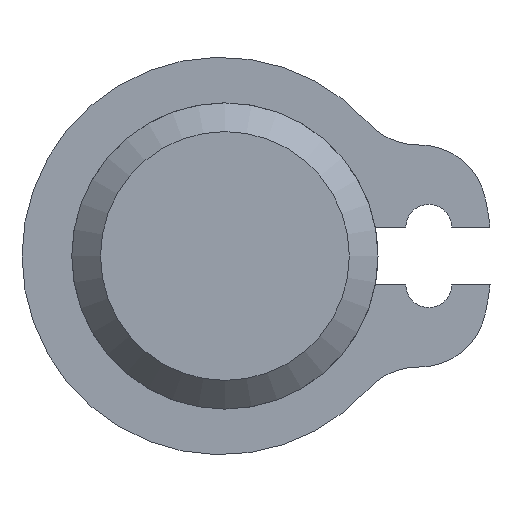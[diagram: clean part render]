
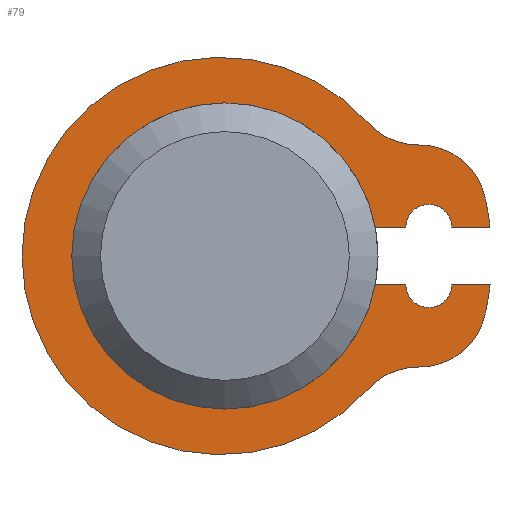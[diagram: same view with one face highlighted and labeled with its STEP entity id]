
A CAD part, left-side view. The second image highlights one B-rep face of the part: STEP entity #79.
In plain terms, the highlighted planar face has unit normal (-1, 0, 0).
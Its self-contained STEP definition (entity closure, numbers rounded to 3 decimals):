
#79 = ADVANCED_FACE( '', ( #189 ), #190, .F. );
#189 = FACE_OUTER_BOUND( '', #330, .T. );
#190 = PLANE( '', #331 );
#330 = EDGE_LOOP( '', ( #494, #495, #496, #497, #498, #499, #500, #501, #502, #503, #504, #505, #506, #507 ) );
#331 = AXIS2_PLACEMENT_3D( '', #508, #509, #510 );
#494 = ORIENTED_EDGE( '', *, *, #854, .F. );
#495 = ORIENTED_EDGE( '', *, *, #855, .T. );
#496 = ORIENTED_EDGE( '', *, *, #856, .F. );
#497 = ORIENTED_EDGE( '', *, *, #831, .T. );
#498 = ORIENTED_EDGE( '', *, *, #857, .F. );
#499 = ORIENTED_EDGE( '', *, *, #858, .F. );
#500 = ORIENTED_EDGE( '', *, *, #859, .F. );
#501 = ORIENTED_EDGE( '', *, *, #860, .T. );
#502 = ORIENTED_EDGE( '', *, *, #840, .F. );
#503 = ORIENTED_EDGE( '', *, *, #861, .T. );
#504 = ORIENTED_EDGE( '', *, *, #862, .F. );
#505 = ORIENTED_EDGE( '', *, *, #863, .F. );
#506 = ORIENTED_EDGE( '', *, *, #864, .F. );
#507 = ORIENTED_EDGE( '', *, *, #865, .T. );
#508 = CARTESIAN_POINT( '', ( -13.4, -5.046, -4.662 ) );
#509 = DIRECTION( '', ( 1., 0., 0. ) );
#510 = DIRECTION( '', ( 0., 0., -1. ) );
#831 = EDGE_CURVE( '', #982, #983, #984, .T. );
#840 = EDGE_CURVE( '', #997, #998, #999, .T. );
#854 = EDGE_CURVE( '', #1021, #1022, #1023, .T. );
#855 = EDGE_CURVE( '', #1021, #1024, #1025, .T. );
#856 = EDGE_CURVE( '', #982, #1024, #1026, .T. );
#857 = EDGE_CURVE( '', #1027, #983, #1028, .T. );
#858 = EDGE_CURVE( '', #1029, #1027, #1030, .T. );
#859 = EDGE_CURVE( '', #1031, #1029, #1032, .T. );
#860 = EDGE_CURVE( '', #1031, #998, #1033, .T. );
#861 = EDGE_CURVE( '', #997, #1034, #1035, .T. );
#862 = EDGE_CURVE( '', #1036, #1034, #1037, .T. );
#863 = EDGE_CURVE( '', #1038, #1036, #1039, .T. );
#864 = EDGE_CURVE( '', #1040, #1038, #1041, .T. );
#865 = EDGE_CURVE( '', #1040, #1022, #1042, .T. );
#982 = VERTEX_POINT( '', #1199 );
#983 = VERTEX_POINT( '', #1200 );
#984 = CIRCLE( '', #1201, 0.6 );
#997 = VERTEX_POINT( '', #1217 );
#998 = VERTEX_POINT( '', #1218 );
#999 = CIRCLE( '', #1219, 5.19 );
#1021 = VERTEX_POINT( '', #1245 );
#1022 = VERTEX_POINT( '', #1246 );
#1023 = LINE( '', #1247, #1248 );
#1024 = VERTEX_POINT( '', #1249 );
#1025 = CIRCLE( '', #1250, 4. );
#1026 = LINE( '', #1251, #1252 );
#1027 = VERTEX_POINT( '', #1253 );
#1028 = LINE( '', #1254, #1255 );
#1029 = VERTEX_POINT( '', #1256 );
#1030 = CIRCLE( '', #1257, 7.075 );
#1031 = VERTEX_POINT( '', #1258 );
#1032 = CIRCLE( '', #1259, 1.762 );
#1033 = CIRCLE( '', #1260, 1.762 );
#1034 = VERTEX_POINT( '', #1261 );
#1035 = CIRCLE( '', #1262, 1.762 );
#1036 = VERTEX_POINT( '', #1263 );
#1037 = CIRCLE( '', #1264, 1.762 );
#1038 = VERTEX_POINT( '', #1265 );
#1039 = CIRCLE( '', #1266, 7.075 );
#1040 = VERTEX_POINT( '', #1267 );
#1041 = LINE( '', #1268, #1269 );
#1042 = CIRCLE( '', #1270, 0.6 );
#1199 = CARTESIAN_POINT( '', ( -13.4, -4.725, 0.75 ) );
#1200 = CARTESIAN_POINT( '', ( -13.4, -5.925, 0.75 ) );
#1201 = AXIS2_PLACEMENT_3D( '', #1462, #1463, #1464 );
#1217 = CARTESIAN_POINT( '', ( -13.4, -3.74, -3.481 ) );
#1218 = CARTESIAN_POINT( '', ( -13.4, -3.74, 3.481 ) );
#1219 = AXIS2_PLACEMENT_3D( '', #1477, #1478, #1479 );
#1245 = CARTESIAN_POINT( '', ( -13.4, -3.929, -0.75 ) );
#1246 = CARTESIAN_POINT( '', ( -13.4, -4.725, -0.75 ) );
#1247 = CARTESIAN_POINT( '', ( -13.4, -3.162, -0.75 ) );
#1248 = VECTOR( '', #1502, 1000. );
#1249 = CARTESIAN_POINT( '', ( -13.4, -3.929, 0.75 ) );
#1250 = AXIS2_PLACEMENT_3D( '', #1503, #1504, #1505 );
#1251 = CARTESIAN_POINT( '', ( -13.4, -4.725, 0.75 ) );
#1252 = VECTOR( '', #1506, 1000. );
#1253 = CARTESIAN_POINT( '', ( -13.4, -6.925, 0.75 ) );
#1254 = CARTESIAN_POINT( '', ( -13.4, -6.925, 0.75 ) );
#1255 = VECTOR( '', #1507, 1000. );
#1256 = CARTESIAN_POINT( '', ( -13.4, -6.801, 1.517 ) );
#1257 = AXIS2_PLACEMENT_3D( '', #1508, #1509, #1510 );
#1258 = CARTESIAN_POINT( '', ( -13.4, -5.063, 2.901 ) );
#1259 = AXIS2_PLACEMENT_3D( '', #1511, #1512, #1513 );
#1260 = AXIS2_PLACEMENT_3D( '', #1514, #1515, #1516 );
#1261 = CARTESIAN_POINT( '', ( -13.4, -5.063, -2.901 ) );
#1262 = AXIS2_PLACEMENT_3D( '', #1517, #1518, #1519 );
#1263 = CARTESIAN_POINT( '', ( -13.4, -6.801, -1.517 ) );
#1264 = AXIS2_PLACEMENT_3D( '', #1520, #1521, #1522 );
#1265 = CARTESIAN_POINT( '', ( -13.4, -6.925, -0.75 ) );
#1266 = AXIS2_PLACEMENT_3D( '', #1523, #1524, #1525 );
#1267 = CARTESIAN_POINT( '', ( -13.4, -5.925, -0.75 ) );
#1268 = CARTESIAN_POINT( '', ( -13.4, -5.925, -0.75 ) );
#1269 = VECTOR( '', #1526, 1000. );
#1270 = AXIS2_PLACEMENT_3D( '', #1527, #1528, #1529 );
#1462 = CARTESIAN_POINT( '', ( -13.4, -5.325, 0.75 ) );
#1463 = DIRECTION( '', ( 1., 0., 0. ) );
#1464 = DIRECTION( '', ( 0., 0., -1. ) );
#1477 = CARTESIAN_POINT( '', ( -13.4, 0.11, 0. ) );
#1478 = DIRECTION( '', ( 1., 0., 0. ) );
#1479 = DIRECTION( '', ( 0., 0., -1. ) );
#1502 = DIRECTION( '', ( 0., -1., 0. ) );
#1503 = CARTESIAN_POINT( '', ( -13.4, 0., 0. ) );
#1504 = DIRECTION( '', ( 1., 0., 0. ) );
#1505 = DIRECTION( '', ( 0., 0., -1. ) );
#1506 = DIRECTION( '', ( 0., 1., 0. ) );
#1507 = DIRECTION( '', ( 0., 1., 0. ) );
#1508 = CARTESIAN_POINT( '', ( -13.4, 0.11, 0. ) );
#1509 = DIRECTION( '', ( 1., 0., 0. ) );
#1510 = DIRECTION( '', ( 0., 0., -1. ) );
#1511 = CARTESIAN_POINT( '', ( -13.4, -5.08, 1.139 ) );
#1512 = DIRECTION( '', ( 1., 0., 0. ) );
#1513 = DIRECTION( '', ( 0., 0., -1. ) );
#1514 = CARTESIAN_POINT( '', ( -13.4, -5.046, 4.662 ) );
#1515 = DIRECTION( '', ( 1., 0., 0. ) );
#1516 = DIRECTION( '', ( 0., 0., -1. ) );
#1517 = CARTESIAN_POINT( '', ( -13.4, -5.046, -4.662 ) );
#1518 = DIRECTION( '', ( 1., 0., 0. ) );
#1519 = DIRECTION( '', ( 0., 0., -1. ) );
#1520 = CARTESIAN_POINT( '', ( -13.4, -5.08, -1.139 ) );
#1521 = DIRECTION( '', ( 1., 0., 0. ) );
#1522 = DIRECTION( '', ( 0., 0., -1. ) );
#1523 = CARTESIAN_POINT( '', ( -13.4, 0.11, 0. ) );
#1524 = DIRECTION( '', ( 1., 0., 0. ) );
#1525 = DIRECTION( '', ( 0., 0., -1. ) );
#1526 = DIRECTION( '', ( 0., -1., 0. ) );
#1527 = CARTESIAN_POINT( '', ( -13.4, -5.325, -0.75 ) );
#1528 = DIRECTION( '', ( 1., 0., 0. ) );
#1529 = DIRECTION( '', ( 0., 0., -1. ) );
